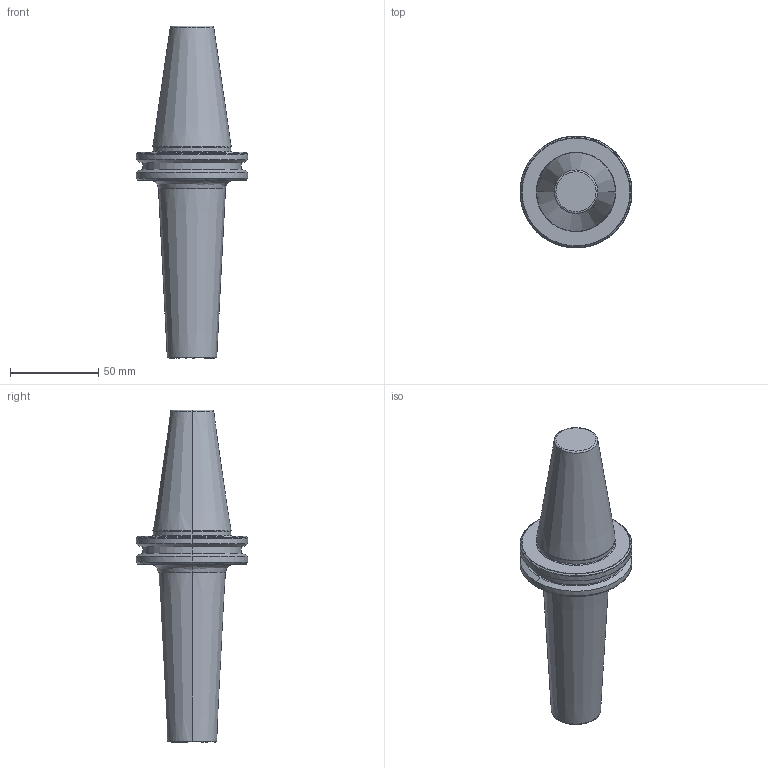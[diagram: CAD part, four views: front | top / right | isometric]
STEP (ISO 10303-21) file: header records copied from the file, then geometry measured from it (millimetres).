
FILE_DESCRIPTION (( 'STEP AP203' ), '1' );
FILE_NAME ('SK 40 DMC 10 120 AD-2.5G 25000 SL.STEP', '2019-05-03T11:33:52', ( '' ), ( '' ), 'SwSTEP 2.0', 'SolidWorks 2014', '' );
FILE_SCHEMA (( 'CONFIG_CONTROL_DESIGN' ));
Length unit declared in the file: millimetre
Products named in the file (1): SK 40 DMC 10 120 AD-2.5G 25000 SL
Bounding box: 63.5 x 63.5 x 188.4 mm (x, y, z)
Volume: 206254.6 mm3; surface area: 26704 mm2
Topology: 1 solids, 1 shells, 66 faces, 160 edges, 100 vertices
Faces by surface type: bspline 20, torus 18, cone 14, cylinder 8, plane 6
Entity records: 3049 total; most frequent: CARTESIAN_POINT 1495, ORIENTED_EDGE 320, DIRECTION 316, EDGE_CURVE 160, AXIS2_PLACEMENT_3D 147, VERTEX_POINT 100, CIRCLE 100, EDGE_LOOP 70
